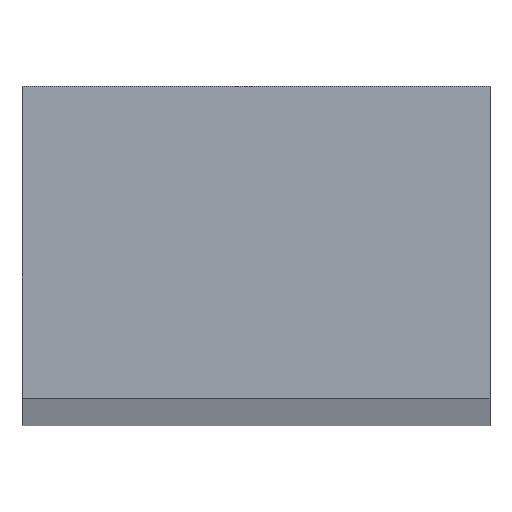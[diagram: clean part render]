
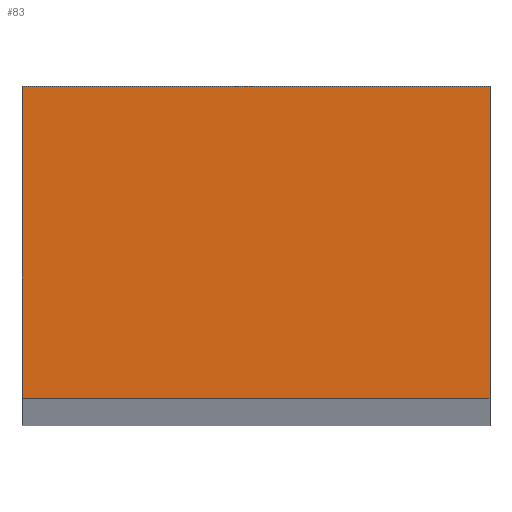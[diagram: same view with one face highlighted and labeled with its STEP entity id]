
A CAD part, top view. The second image highlights one B-rep face of the part: STEP entity #83.
In plain terms, the highlighted planar face has unit normal (0, 0, 1).
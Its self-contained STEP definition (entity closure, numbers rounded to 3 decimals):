
#9 = VECTOR ( 'NONE', #167, 1000. ) ;
#16 = AXIS2_PLACEMENT_3D ( 'NONE', #204, #199, #198 ) ;
#17 = FACE_OUTER_BOUND ( 'NONE', #137, .T. ) ;
#25 = VECTOR ( 'NONE', #151, 1000. ) ;
#33 = VECTOR ( 'NONE', #164, 1000. ) ;
#49 = VECTOR ( 'NONE', #183, 1000. ) ;
#52 = EDGE_CURVE ( 'NONE', #98, #102, #149, .T. ) ;
#59 = EDGE_CURVE ( 'NONE', #102, #95, #162, .T. ) ;
#61 = EDGE_CURVE ( 'NONE', #95, #92, #165, .T. ) ;
#66 = EDGE_CURVE ( 'NONE', #92, #98, #179, .T. ) ;
#83 = ADVANCED_FACE ( 'NONE', ( #17 ), #205, .T. ) ;
#92 = VERTEX_POINT ( 'NONE', #201 ) ;
#95 = VERTEX_POINT ( 'NONE', #206 ) ;
#98 = VERTEX_POINT ( 'NONE', #203 ) ;
#102 = VERTEX_POINT ( 'NONE', #194 ) ;
#117 = ORIENTED_EDGE ( 'NONE', *, *, #66, .T. ) ;
#128 = ORIENTED_EDGE ( 'NONE', *, *, #52, .T. ) ;
#131 = ORIENTED_EDGE ( 'NONE', *, *, #59, .T. ) ;
#134 = ORIENTED_EDGE ( 'NONE', *, *, #61, .T. ) ;
#137 = EDGE_LOOP ( 'NONE', ( #134, #117, #128, #131 ) ) ;
#149 = LINE ( 'NONE', #150, #25 ) ;
#150 = CARTESIAN_POINT ( 'NONE',  ( 15., 10., 500. ) ) ;
#151 = DIRECTION ( 'NONE',  ( 0., 1., 0. ) ) ;
#162 = LINE ( 'NONE', #163, #33 ) ;
#163 = CARTESIAN_POINT ( 'NONE',  ( -15., 10., 500. ) ) ;
#164 = DIRECTION ( 'NONE',  ( -1., 0., 0. ) ) ;
#165 = LINE ( 'NONE', #166, #9 ) ;
#166 = CARTESIAN_POINT ( 'NONE',  ( -15., 10., 500. ) ) ;
#167 = DIRECTION ( 'NONE',  ( 0., -1., 0. ) ) ;
#179 = LINE ( 'NONE', #182, #49 ) ;
#182 = CARTESIAN_POINT ( 'NONE',  ( -15., -10., 500. ) ) ;
#183 = DIRECTION ( 'NONE',  ( 1., 0., 0. ) ) ;
#194 = CARTESIAN_POINT ( 'NONE',  ( 15., 10., 500. ) ) ;
#198 = DIRECTION ( 'NONE',  ( 1., 0., 0. ) ) ;
#199 = DIRECTION ( 'NONE',  ( 0., 0., 1. ) ) ;
#201 = CARTESIAN_POINT ( 'NONE',  ( -15., -10., 500. ) ) ;
#203 = CARTESIAN_POINT ( 'NONE',  ( 15., -10., 500. ) ) ;
#204 = CARTESIAN_POINT ( 'NONE',  ( 0., 0., 500. ) ) ;
#205 = PLANE ( 'NONE',  #16 ) ;
#206 = CARTESIAN_POINT ( 'NONE',  ( -15., 10., 500. ) ) ;
